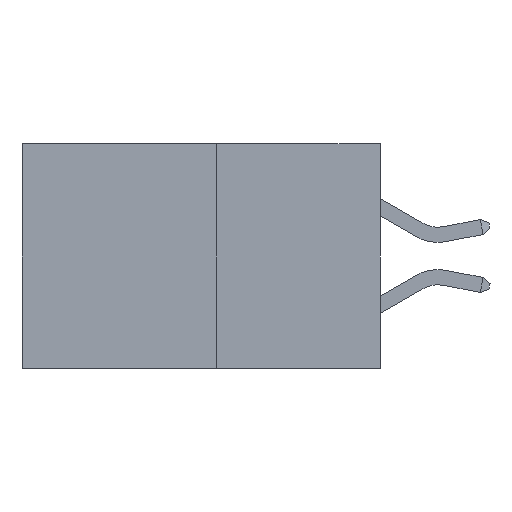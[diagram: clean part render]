
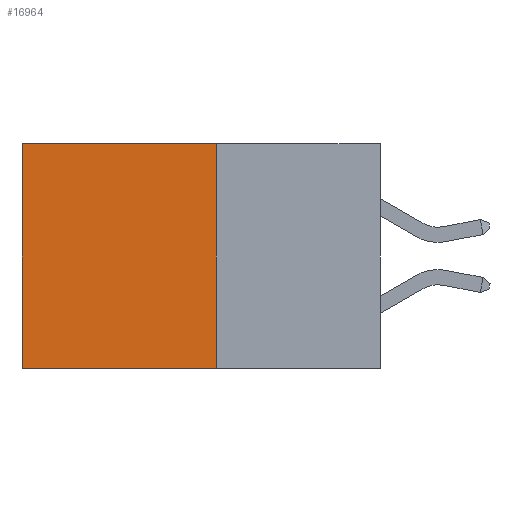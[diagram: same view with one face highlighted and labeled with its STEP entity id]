
A CAD part, left-side view. The second image highlights one B-rep face of the part: STEP entity #16964.
In plain terms, the highlighted planar face has unit normal (-1, 0, 0).
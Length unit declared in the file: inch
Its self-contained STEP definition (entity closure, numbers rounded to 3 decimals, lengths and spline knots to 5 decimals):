
#69 = CARTESIAN_POINT ( 'NONE',  ( 0.277, 0.27, -0.37 ) ) ;
#72 = DIRECTION ( 'NONE',  ( 0., 0., -1. ) ) ;
#381 = VERTEX_POINT ( 'NONE', #13205 ) ;
#1071 = VECTOR ( 'NONE', #21946, 39.37008 ) ;
#1882 = PLANE ( 'NONE',  #20068 ) ;
#3189 = CARTESIAN_POINT ( 'NONE',  ( 0.277, 0.27, 0. ) ) ;
#3217 = VECTOR ( 'NONE', #10444, 39.37008 ) ;
#3638 = DIRECTION ( 'NONE',  ( 1., 0., 0. ) ) ;
#3756 = ORIENTED_EDGE ( 'NONE', *, *, #6278, .T. ) ;
#5449 = DIRECTION ( 'NONE',  ( 0., 1., 0. ) ) ;
#6278 = EDGE_CURVE ( 'NONE', #18210, #20825, #13018, .T. ) ;
#6980 = LINE ( 'NONE', #69, #11028 ) ;
#7428 = EDGE_CURVE ( 'NONE', #16772, #381, #6980, .T. ) ;
#10056 = CARTESIAN_POINT ( 'NONE',  ( 0.277, 0.59, 0. ) ) ;
#10255 = CARTESIAN_POINT ( 'NONE',  ( 0.277, 0.59, -0.37 ) ) ;
#10444 = DIRECTION ( 'NONE',  ( 0., 0., -1. ) ) ;
#10794 = ORIENTED_EDGE ( 'NONE', *, *, #21301, .T. ) ;
#11028 = VECTOR ( 'NONE', #72, 39.37008 ) ;
#11396 = CARTESIAN_POINT ( 'NONE',  ( 0.277, 0.27, 0. ) ) ;
#11682 = VECTOR ( 'NONE', #5449, 39.37008 ) ;
#12234 = LINE ( 'NONE', #14103, #11682 ) ;
#13018 = LINE ( 'NONE', #10255, #3217 ) ;
#13205 = CARTESIAN_POINT ( 'NONE',  ( 0.277, 0.27, -0.37 ) ) ;
#14071 = CARTESIAN_POINT ( 'NONE',  ( 0.277, 0.27, -0.37 ) ) ;
#14103 = CARTESIAN_POINT ( 'NONE',  ( 0.277, 0.27, -0.37 ) ) ;
#14670 = EDGE_LOOP ( 'NONE', ( #3756, #21701, #16819, #10794 ) ) ;
#14982 = LINE ( 'NONE', #11396, #1071 ) ;
#15811 = DIRECTION ( 'NONE',  ( 0., 0., -1. ) ) ;
#16772 = VERTEX_POINT ( 'NONE', #3189 ) ;
#16819 = ORIENTED_EDGE ( 'NONE', *, *, #7428, .F. ) ;
#16964 = ADVANCED_FACE ( 'NONE', ( #22279 ), #1882, .F. ) ;
#18210 = VERTEX_POINT ( 'NONE', #10056 ) ;
#19013 = CARTESIAN_POINT ( 'NONE',  ( 0.277, 0.59, -0.37 ) ) ;
#20068 = AXIS2_PLACEMENT_3D ( 'NONE', #14071, #3638, #15811 ) ;
#20825 = VERTEX_POINT ( 'NONE', #19013 ) ;
#20959 = EDGE_CURVE ( 'NONE', #381, #20825, #12234, .T. ) ;
#21301 = EDGE_CURVE ( 'NONE', #16772, #18210, #14982, .T. ) ;
#21701 = ORIENTED_EDGE ( 'NONE', *, *, #20959, .F. ) ;
#21946 = DIRECTION ( 'NONE',  ( 0., 1., 0. ) ) ;
#22279 = FACE_OUTER_BOUND ( 'NONE', #14670, .T. ) ;
